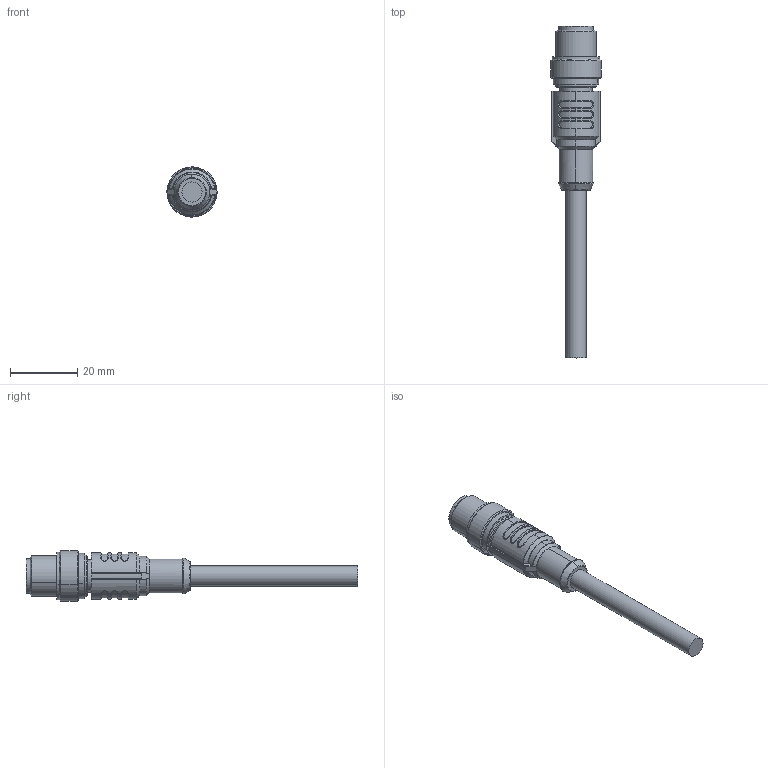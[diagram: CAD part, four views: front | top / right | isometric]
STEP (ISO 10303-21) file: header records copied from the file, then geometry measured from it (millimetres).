
FILE_DESCRIPTION(/* description */ (''),/* implementation_level */ '2;1');
FILE_NAME(/* name */ 'EZ17-M-P00.stp',/* time_stamp */ '2023-07-14T16:03:57+08:00',/* author */ (''),/* organization */ (''),/* preprocessor_version */ 'ST-DEVELOPER v16',/* originating_system */ 'SIEMENS PLM Software NX 10.0',/* authorisation */ '');
FILE_SCHEMA (('AP203_CONFIGURATION_CONTROLLED_3D_DESIGN_OF_MECHANICAL_PARTS_AND_ASSEMBLIES_MIM_LF { 1 0 10303 403 2 1 2}'));
Length unit declared in the file: millimetre
Products named in the file (1): dell2BBCCEF1rjpg
Bounding box: 15 x 98.9 x 15 mm (x, y, z)
Volume: 6862 mm3; surface area: 3806.2 mm2
Topology: 1 solids, 1 shells, 238 faces, 648 edges, 414 vertices
Faces by surface type: cylinder 96, plane 39, cone 33, torus 31, sphere 25, bspline 14
Full cylindrical faces by diameter (mm): 0.6 x17, 0.8 x17, 6 x1, 9.6 x1, 12.5 x1
Entity records: 9208 total; most frequent: CARTESIAN_POINT 3805, DIRECTION 1155, ORIENTED_EDGE 1030, AXIS2_PLACEMENT_3D 523, EDGE_CURVE 515, VERTEX_POINT 361, EDGE_LOOP 320, CIRCLE 296
